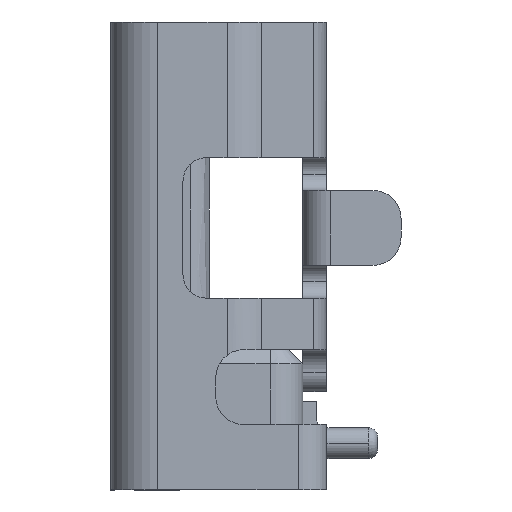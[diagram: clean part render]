
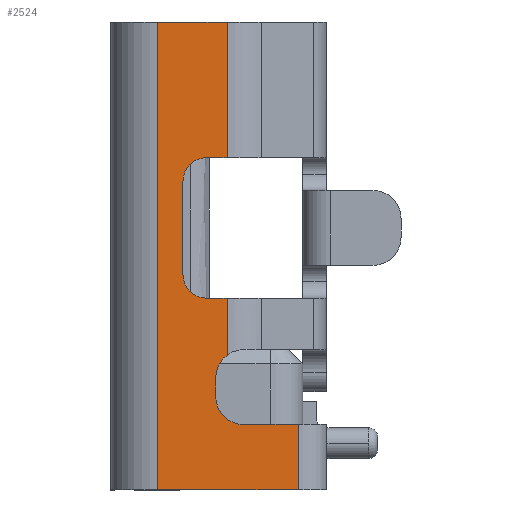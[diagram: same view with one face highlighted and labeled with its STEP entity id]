
A CAD part, left-side view. The second image highlights one B-rep face of the part: STEP entity #2524.
In plain terms, the highlighted planar face has unit normal (-1, 0, 0).
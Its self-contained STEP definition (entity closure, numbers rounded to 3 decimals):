
#159 = VECTOR ( 'NONE', #9689, 1000. ) ;
#211 = CARTESIAN_POINT ( 'NONE',  ( -3.7, 1.8, -2.5 ) ) ;
#243 = DIRECTION ( 'NONE',  ( 0., -1., 0. ) ) ;
#436 = VERTEX_POINT ( 'NONE', #10113 ) ;
#459 = CARTESIAN_POINT ( 'NONE',  ( -3.7, 1.53, -0.2 ) ) ;
#546 = DIRECTION ( 'NONE',  ( 0., 0., 1. ) ) ;
#1016 = ORIENTED_EDGE ( 'NONE', *, *, #7292, .T. ) ;
#1047 = LINE ( 'NONE', #211, #4150 ) ;
#1073 = DIRECTION ( 'NONE',  ( 1., 0., 0. ) ) ;
#1226 = ORIENTED_EDGE ( 'NONE', *, *, #6933, .F. ) ;
#1290 = DIRECTION ( 'NONE',  ( 1., 0., 0. ) ) ;
#1317 = LINE ( 'NONE', #2205, #159 ) ;
#1375 = CARTESIAN_POINT ( 'NONE',  ( -3.7, 0.3, -2.5 ) ) ;
#1652 = VECTOR ( 'NONE', #5255, 1000. ) ;
#1680 = EDGE_CURVE ( 'NONE', #11423, #5034, #9733, .T. ) ;
#1830 = VECTOR ( 'NONE', #243, 1000. ) ;
#1992 = CARTESIAN_POINT ( 'NONE',  ( -3.7, 1.53, 0.8 ) ) ;
#2152 = ORIENTED_EDGE ( 'NONE', *, *, #5415, .F. ) ;
#2205 = CARTESIAN_POINT ( 'NONE',  ( -3.7, 0.3, -1.8 ) ) ;
#2261 = LINE ( 'NONE', #7875, #5872 ) ;
#2335 = ORIENTED_EDGE ( 'NONE', *, *, #4071, .T. ) ;
#2347 = DIRECTION ( 'NONE',  ( 0., -1., 0. ) ) ;
#2378 = VERTEX_POINT ( 'NONE', #1992 ) ;
#2524 = ADVANCED_FACE ( 'NONE', ( #9603 ), #10615, .F. ) ;
#2554 = AXIS2_PLACEMENT_3D ( 'NONE', #4043, #5003, #10438 ) ;
#2714 = DIRECTION ( 'NONE',  ( 0., 0., 1. ) ) ;
#2894 = CARTESIAN_POINT ( 'NONE',  ( -3.7, 1.18, -1.3 ) ) ;
#2909 = CARTESIAN_POINT ( 'NONE',  ( -3.7, 0.88, -1.8 ) ) ;
#3025 = CIRCLE ( 'NONE', #10916, 0.3 ) ;
#3026 = AXIS2_PLACEMENT_3D ( 'NONE', #9544, #1290, #4955 ) ;
#3214 = CIRCLE ( 'NONE', #3026, 0.25 ) ;
#3280 = CARTESIAN_POINT ( 'NONE',  ( -3.7, 1.059, 1.05 ) ) ;
#3449 = LINE ( 'NONE', #10801, #9778 ) ;
#3565 = VERTEX_POINT ( 'NONE', #10850 ) ;
#3652 = EDGE_CURVE ( 'NONE', #11423, #3739, #3449, .T. ) ;
#3721 = EDGE_CURVE ( 'NONE', #10068, #4240, #10198, .T. ) ;
#3739 = VERTEX_POINT ( 'NONE', #2894 ) ;
#3765 = VECTOR ( 'NONE', #4116, 1000. ) ;
#4031 = DIRECTION ( 'NONE',  ( -1., 0., 0. ) ) ;
#4042 = ORIENTED_EDGE ( 'NONE', *, *, #7481, .F. ) ;
#4043 = CARTESIAN_POINT ( 'NONE',  ( -3.7, 1.8, -2.5 ) ) ;
#4071 = EDGE_CURVE ( 'NONE', #2378, #3565, #9960, .T. ) ;
#4116 = DIRECTION ( 'NONE',  ( 0., 0., 1. ) ) ;
#4150 = VECTOR ( 'NONE', #4835, 1000. ) ;
#4151 = DIRECTION ( 'NONE',  ( 0., 0., 1. ) ) ;
#4154 = ORIENTED_EDGE ( 'NONE', *, *, #4853, .F. ) ;
#4170 = AXIS2_PLACEMENT_3D ( 'NONE', #7521, #1073, #10061 ) ;
#4240 = VERTEX_POINT ( 'NONE', #5878 ) ;
#4401 = VERTEX_POINT ( 'NONE', #4429 ) ;
#4429 = CARTESIAN_POINT ( 'NONE',  ( -3.7, 1.8, 2.5 ) ) ;
#4835 = DIRECTION ( 'NONE',  ( 0., 0., 1. ) ) ;
#4853 = EDGE_CURVE ( 'NONE', #4401, #7199, #10217, .T. ) ;
#4926 = CARTESIAN_POINT ( 'NONE',  ( -3.7, 1.059, -1.059 ) ) ;
#4955 = DIRECTION ( 'NONE',  ( 0., 0., -1. ) ) ;
#4956 = CARTESIAN_POINT ( 'NONE',  ( -3.7, 1.18, -1.8 ) ) ;
#5003 = DIRECTION ( 'NONE',  ( 1., 0., 0. ) ) ;
#5034 = VERTEX_POINT ( 'NONE', #2909 ) ;
#5117 = ORIENTED_EDGE ( 'NONE', *, *, #3652, .T. ) ;
#5127 = EDGE_CURVE ( 'NONE', #4240, #8955, #3214, .T. ) ;
#5150 = VERTEX_POINT ( 'NONE', #8882 ) ;
#5158 = CARTESIAN_POINT ( 'NONE',  ( -3.7, 1.18, -1.5 ) ) ;
#5255 = DIRECTION ( 'NONE',  ( 0., 0., 1. ) ) ;
#5415 = EDGE_CURVE ( 'NONE', #5150, #9954, #1317, .T. ) ;
#5492 = VECTOR ( 'NONE', #2347, 1000. ) ;
#5497 = VECTOR ( 'NONE', #8463, 1000. ) ;
#5633 = DIRECTION ( 'NONE',  ( 0., 0., 1. ) ) ;
#5753 = VERTEX_POINT ( 'NONE', #3280 ) ;
#5872 = VECTOR ( 'NONE', #5979, 1000. ) ;
#5878 = CARTESIAN_POINT ( 'NONE',  ( -3.7, 1.28, -0.45 ) ) ;
#5979 = DIRECTION ( 'NONE',  ( 0., -1., 0. ) ) ;
#6170 = LINE ( 'NONE', #9854, #1652 ) ;
#6260 = ORIENTED_EDGE ( 'NONE', *, *, #9402, .T. ) ;
#6328 = ORIENTED_EDGE ( 'NONE', *, *, #8923, .T. ) ;
#6424 = CARTESIAN_POINT ( 'NONE',  ( -3.7, 0.88, -1.5 ) ) ;
#6428 = CARTESIAN_POINT ( 'NONE',  ( -3.7, 1.059, -0.45 ) ) ;
#6933 = EDGE_CURVE ( 'NONE', #8451, #3739, #3025, .T. ) ;
#6952 = CARTESIAN_POINT ( 'NONE',  ( -3.7, 1.53, -0.2 ) ) ;
#7199 = VERTEX_POINT ( 'NONE', #11493 ) ;
#7288 = ORIENTED_EDGE ( 'NONE', *, *, #11866, .T. ) ;
#7292 = EDGE_CURVE ( 'NONE', #436, #9954, #2261, .T. ) ;
#7481 = EDGE_CURVE ( 'NONE', #436, #4401, #1047, .T. ) ;
#7521 = CARTESIAN_POINT ( 'NONE',  ( -3.7, 1.28, 0.8 ) ) ;
#7585 = ORIENTED_EDGE ( 'NONE', *, *, #1680, .F. ) ;
#7656 = EDGE_CURVE ( 'NONE', #5034, #5150, #8833, .T. ) ;
#7823 = CARTESIAN_POINT ( 'NONE',  ( -3.7, 1.059, -2.5 ) ) ;
#7875 = CARTESIAN_POINT ( 'NONE',  ( -3.7, 1.8, -2.5 ) ) ;
#7988 = EDGE_LOOP ( 'NONE', ( #7288, #4154, #4042, #1016, #2152, #9742, #7585, #5117, #1226, #6260, #11853, #9102, #6328, #2335, #11126 ) ) ;
#8037 = LINE ( 'NONE', #11716, #1830 ) ;
#8451 = VERTEX_POINT ( 'NONE', #4926 ) ;
#8463 = DIRECTION ( 'NONE',  ( 0., 1., 0. ) ) ;
#8833 = LINE ( 'NONE', #4956, #5492 ) ;
#8882 = CARTESIAN_POINT ( 'NONE',  ( -3.7, 0.3, -1.8 ) ) ;
#8923 = EDGE_CURVE ( 'NONE', #8955, #2378, #10930, .T. ) ;
#8955 = VERTEX_POINT ( 'NONE', #6952 ) ;
#9102 = ORIENTED_EDGE ( 'NONE', *, *, #5127, .T. ) ;
#9160 = AXIS2_PLACEMENT_3D ( 'NONE', #6424, #10182, #5633 ) ;
#9402 = EDGE_CURVE ( 'NONE', #8451, #10068, #11559, .T. ) ;
#9544 = CARTESIAN_POINT ( 'NONE',  ( -3.7, 1.28, -0.2 ) ) ;
#9603 = FACE_OUTER_BOUND ( 'NONE', #7988, .T. ) ;
#9689 = DIRECTION ( 'NONE',  ( 0., 0., -1. ) ) ;
#9733 = CIRCLE ( 'NONE', #9160, 0.3 ) ;
#9742 = ORIENTED_EDGE ( 'NONE', *, *, #7656, .F. ) ;
#9778 = VECTOR ( 'NONE', #2714, 1000. ) ;
#9854 = CARTESIAN_POINT ( 'NONE',  ( -3.7, 1.059, -2.5 ) ) ;
#9954 = VERTEX_POINT ( 'NONE', #1375 ) ;
#9960 = CIRCLE ( 'NONE', #4170, 0.25 ) ;
#10061 = DIRECTION ( 'NONE',  ( 0., 0., 1. ) ) ;
#10068 = VERTEX_POINT ( 'NONE', #6428 ) ;
#10113 = CARTESIAN_POINT ( 'NONE',  ( -3.7, 1.8, -2.5 ) ) ;
#10182 = DIRECTION ( 'NONE',  ( -1., 0., 0. ) ) ;
#10198 = LINE ( 'NONE', #11031, #5497 ) ;
#10217 = LINE ( 'NONE', #11922, #10707 ) ;
#10438 = DIRECTION ( 'NONE',  ( 0., 0., 1. ) ) ;
#10483 = CARTESIAN_POINT ( 'NONE',  ( -3.7, 0.88, -1.3 ) ) ;
#10615 = PLANE ( 'NONE',  #2554 ) ;
#10707 = VECTOR ( 'NONE', #10939, 1000. ) ;
#10801 = CARTESIAN_POINT ( 'NONE',  ( -3.7, 1.18, -1. ) ) ;
#10850 = CARTESIAN_POINT ( 'NONE',  ( -3.7, 1.28, 1.05 ) ) ;
#10916 = AXIS2_PLACEMENT_3D ( 'NONE', #10483, #4031, #4151 ) ;
#10930 = LINE ( 'NONE', #459, #3765 ) ;
#10939 = DIRECTION ( 'NONE',  ( 0., -1., 0. ) ) ;
#11031 = CARTESIAN_POINT ( 'NONE',  ( -3.7, 1.28, -0.45 ) ) ;
#11126 = ORIENTED_EDGE ( 'NONE', *, *, #11226, .T. ) ;
#11226 = EDGE_CURVE ( 'NONE', #3565, #5753, #8037, .T. ) ;
#11423 = VERTEX_POINT ( 'NONE', #5158 ) ;
#11493 = CARTESIAN_POINT ( 'NONE',  ( -3.7, 1.059, 2.5 ) ) ;
#11559 = LINE ( 'NONE', #7823, #11682 ) ;
#11682 = VECTOR ( 'NONE', #546, 1000. ) ;
#11716 = CARTESIAN_POINT ( 'NONE',  ( -3.7, 1.28, 1.05 ) ) ;
#11853 = ORIENTED_EDGE ( 'NONE', *, *, #3721, .T. ) ;
#11866 = EDGE_CURVE ( 'NONE', #5753, #7199, #6170, .T. ) ;
#11922 = CARTESIAN_POINT ( 'NONE',  ( -3.7, 1.8, 2.5 ) ) ;
